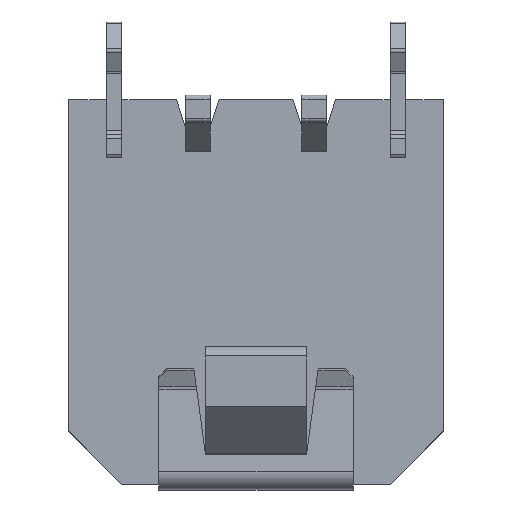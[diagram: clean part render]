
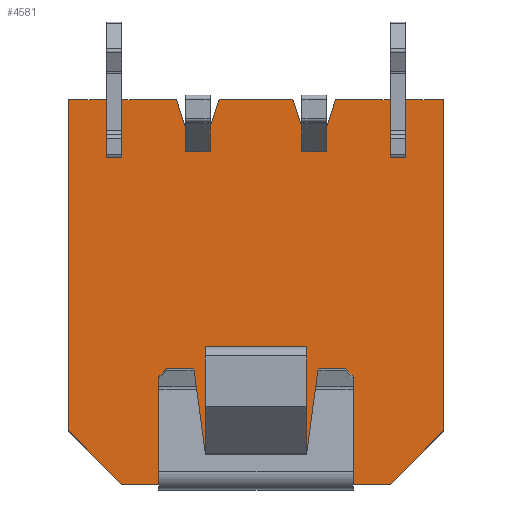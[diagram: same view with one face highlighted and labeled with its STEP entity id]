
A CAD part, top view. The second image highlights one B-rep face of the part: STEP entity #4581.
In plain terms, the highlighted planar face has unit normal (0, 0, 1).
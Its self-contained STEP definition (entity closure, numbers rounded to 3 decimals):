
#256=ORIENTED_EDGE('',*,*,#1619,.T.);
#257=ORIENTED_EDGE('',*,*,#1620,.T.);
#258=ORIENTED_EDGE('',*,*,#1621,.F.);
#259=ORIENTED_EDGE('',*,*,#1622,.F.);
#260=ORIENTED_EDGE('',*,*,#1623,.T.);
#261=ORIENTED_EDGE('',*,*,#1624,.T.);
#262=ORIENTED_EDGE('',*,*,#1612,.T.);
#263=ORIENTED_EDGE('',*,*,#1625,.T.);
#264=ORIENTED_EDGE('',*,*,#1626,.T.);
#265=ORIENTED_EDGE('',*,*,#1627,.T.);
#266=ORIENTED_EDGE('',*,*,#1628,.T.);
#267=ORIENTED_EDGE('',*,*,#1629,.T.);
#268=ORIENTED_EDGE('',*,*,#1630,.T.);
#269=ORIENTED_EDGE('',*,*,#1631,.F.);
#270=ORIENTED_EDGE('',*,*,#1632,.F.);
#271=ORIENTED_EDGE('',*,*,#1633,.F.);
#272=ORIENTED_EDGE('',*,*,#1634,.T.);
#273=ORIENTED_EDGE('',*,*,#1635,.F.);
#274=ORIENTED_EDGE('',*,*,#1636,.F.);
#275=ORIENTED_EDGE('',*,*,#1637,.F.);
#276=ORIENTED_EDGE('',*,*,#1638,.T.);
#277=ORIENTED_EDGE('',*,*,#1639,.T.);
#278=ORIENTED_EDGE('',*,*,#1640,.T.);
#279=ORIENTED_EDGE('',*,*,#1641,.T.);
#280=ORIENTED_EDGE('',*,*,#1642,.T.);
#281=ORIENTED_EDGE('',*,*,#1568,.T.);
#282=ORIENTED_EDGE('',*,*,#1618,.T.);
#283=ORIENTED_EDGE('',*,*,#1643,.T.);
#284=ORIENTED_EDGE('',*,*,#1644,.T.);
#285=ORIENTED_EDGE('',*,*,#1593,.T.);
#1568=EDGE_CURVE('',#2252,#2251,#2699,.T.);
#1593=EDGE_CURVE('',#2274,#2276,#2724,.T.);
#1612=EDGE_CURVE('',#2293,#2294,#2743,.T.);
#1618=EDGE_CURVE('',#2251,#2298,#2749,.T.);
#1619=EDGE_CURVE('',#2299,#2300,#2750,.T.);
#1620=EDGE_CURVE('',#2300,#2301,#2751,.T.);
#1621=EDGE_CURVE('',#2302,#2301,#2752,.T.);
#1622=EDGE_CURVE('',#2299,#2302,#2753,.T.);
#1623=EDGE_CURVE('',#2276,#2303,#2754,.T.);
#1624=EDGE_CURVE('',#2303,#2293,#2755,.T.);
#1625=EDGE_CURVE('',#2294,#2304,#2756,.T.);
#1626=EDGE_CURVE('',#2304,#2305,#2757,.T.);
#1627=EDGE_CURVE('',#2305,#2306,#2758,.T.);
#1628=EDGE_CURVE('',#2306,#2307,#2759,.T.);
#1629=EDGE_CURVE('',#2307,#2308,#2760,.T.);
#1630=EDGE_CURVE('',#2308,#2309,#2761,.T.);
#1631=EDGE_CURVE('',#2310,#2309,#2762,.T.);
#1632=EDGE_CURVE('',#2311,#2310,#2763,.T.);
#1633=EDGE_CURVE('',#2312,#2311,#2764,.T.);
#1634=EDGE_CURVE('',#2312,#2313,#2765,.T.);
#1635=EDGE_CURVE('',#2314,#2313,#2766,.T.);
#1636=EDGE_CURVE('',#2315,#2314,#2767,.T.);
#1637=EDGE_CURVE('',#2316,#2315,#2768,.T.);
#1638=EDGE_CURVE('',#2316,#2317,#2769,.T.);
#1639=EDGE_CURVE('',#2317,#2318,#2770,.T.);
#1640=EDGE_CURVE('',#2318,#2319,#2771,.T.);
#1641=EDGE_CURVE('',#2319,#2320,#2772,.T.);
#1642=EDGE_CURVE('',#2320,#2252,#2773,.T.);
#1643=EDGE_CURVE('',#2298,#2321,#2774,.T.);
#1644=EDGE_CURVE('',#2321,#2274,#2775,.T.);
#2251=VERTEX_POINT('',#6504);
#2252=VERTEX_POINT('',#6506);
#2274=VERTEX_POINT('',#6552);
#2276=VERTEX_POINT('',#6556);
#2293=VERTEX_POINT('',#6599);
#2294=VERTEX_POINT('',#6600);
#2298=VERTEX_POINT('',#6610);
#2299=VERTEX_POINT('',#6614);
#2300=VERTEX_POINT('',#6615);
#2301=VERTEX_POINT('',#6617);
#2302=VERTEX_POINT('',#6619);
#2303=VERTEX_POINT('',#6622);
#2304=VERTEX_POINT('',#6625);
#2305=VERTEX_POINT('',#6627);
#2306=VERTEX_POINT('',#6629);
#2307=VERTEX_POINT('',#6631);
#2308=VERTEX_POINT('',#6633);
#2309=VERTEX_POINT('',#6635);
#2310=VERTEX_POINT('',#6637);
#2311=VERTEX_POINT('',#6639);
#2312=VERTEX_POINT('',#6641);
#2313=VERTEX_POINT('',#6643);
#2314=VERTEX_POINT('',#6645);
#2315=VERTEX_POINT('',#6647);
#2316=VERTEX_POINT('',#6649);
#2317=VERTEX_POINT('',#6651);
#2318=VERTEX_POINT('',#6653);
#2319=VERTEX_POINT('',#6655);
#2320=VERTEX_POINT('',#6657);
#2321=VERTEX_POINT('',#6660);
#2699=LINE('',#6505,#3300);
#2724=LINE('',#6557,#3325);
#2743=LINE('',#6598,#3344);
#2749=LINE('',#6611,#3350);
#2750=LINE('',#6613,#3351);
#2751=LINE('',#6616,#3352);
#2752=LINE('',#6618,#3353);
#2753=LINE('',#6620,#3354);
#2754=LINE('',#6621,#3355);
#2755=LINE('',#6623,#3356);
#2756=LINE('',#6624,#3357);
#2757=LINE('',#6626,#3358);
#2758=LINE('',#6628,#3359);
#2759=LINE('',#6630,#3360);
#2760=LINE('',#6632,#3361);
#2761=LINE('',#6634,#3362);
#2762=LINE('',#6636,#3363);
#2763=LINE('',#6638,#3364);
#2764=LINE('',#6640,#3365);
#2765=LINE('',#6642,#3366);
#2766=LINE('',#6644,#3367);
#2767=LINE('',#6646,#3368);
#2768=LINE('',#6648,#3369);
#2769=LINE('',#6650,#3370);
#2770=LINE('',#6652,#3371);
#2771=LINE('',#6654,#3372);
#2772=LINE('',#6656,#3373);
#2773=LINE('',#6658,#3374);
#2774=LINE('',#6659,#3375);
#2775=LINE('',#6661,#3376);
#3300=VECTOR('',#5223,1000.);
#3325=VECTOR('',#5252,1000.);
#3344=VECTOR('',#5283,1000.);
#3350=VECTOR('',#5291,1000.);
#3351=VECTOR('',#5294,1000.);
#3352=VECTOR('',#5295,1000.);
#3353=VECTOR('',#5296,1000.);
#3354=VECTOR('',#5297,1000.);
#3355=VECTOR('',#5298,1000.);
#3356=VECTOR('',#5299,1000.);
#3357=VECTOR('',#5300,1000.);
#3358=VECTOR('',#5301,1000.);
#3359=VECTOR('',#5302,1000.);
#3360=VECTOR('',#5303,1000.);
#3361=VECTOR('',#5304,1000.);
#3362=VECTOR('',#5305,1000.);
#3363=VECTOR('',#5306,1000.);
#3364=VECTOR('',#5307,1000.);
#3365=VECTOR('',#5308,1000.);
#3366=VECTOR('',#5309,1000.);
#3367=VECTOR('',#5310,1000.);
#3368=VECTOR('',#5311,1000.);
#3369=VECTOR('',#5312,1000.);
#3370=VECTOR('',#5313,1000.);
#3371=VECTOR('',#5314,1000.);
#3372=VECTOR('',#5315,1000.);
#3373=VECTOR('',#5316,1000.);
#3374=VECTOR('',#5317,1000.);
#3375=VECTOR('',#5318,1000.);
#3376=VECTOR('',#5319,1000.);
#3886=EDGE_LOOP('',(#256,#257,#258,#259));
#3887=EDGE_LOOP('',(#260,#261,#262,#263,#264,#265,#266,#267,#268,#269,#270,
#271,#272,#273,#274,#275,#276,#277,#278,#279,#280,#281,#282,#283,#284,#285));
#4135=FACE_BOUND('',#3886,.T.);
#4136=FACE_BOUND('',#3887,.T.);
#4383=PLANE('',#4870);
#4581=ADVANCED_FACE('',(#4135,#4136),#4383,.T.);
#4870=AXIS2_PLACEMENT_3D('',#6612,#5292,#5293);
#5223=DIRECTION('',(0.,1.,0.));
#5252=DIRECTION('',(-1.,0.,0.));
#5283=DIRECTION('',(-1.,0.,0.));
#5291=DIRECTION('',(-1.,0.,0.));
#5292=DIRECTION('',(0.,0.,1.));
#5293=DIRECTION('',(0.,-1.,0.));
#5294=DIRECTION('',(0.,-1.,0.));
#5295=DIRECTION('',(-1.,0.,0.));
#5296=DIRECTION('',(0.,-1.,0.));
#5297=DIRECTION('',(-1.,0.,0.));
#5298=DIRECTION('',(0.,1.,0.));
#5299=DIRECTION('',(-0.312,0.95,0.));
#5300=DIRECTION('',(-0.312,-0.95,0.));
#5301=DIRECTION('',(0.,-1.,0.));
#5302=DIRECTION('',(-1.,0.,0.));
#5303=DIRECTION('',(0.,1.,0.));
#5304=DIRECTION('',(-0.312,0.95,0.));
#5305=DIRECTION('',(-1.,0.,0.));
#5306=DIRECTION('',(0.,1.,0.));
#5307=DIRECTION('',(1.,0.,0.));
#5308=DIRECTION('',(0.,-1.,0.));
#5309=DIRECTION('',(-1.,0.,0.));
#5310=DIRECTION('',(0.,1.,0.));
#5311=DIRECTION('',(-0.707,0.707,0.));
#5312=DIRECTION('',(-1.,0.,0.));
#5313=DIRECTION('',(0.707,0.707,0.));
#5314=DIRECTION('',(0.,1.,0.));
#5315=DIRECTION('',(-1.,0.,0.));
#5316=DIRECTION('',(0.,-1.,0.));
#5317=DIRECTION('',(-1.,0.,0.));
#5318=DIRECTION('',(-0.312,-0.95,0.));
#5319=DIRECTION('',(0.,-1.,0.));
#6504=CARTESIAN_POINT('',(3.45,4.95,2.185));
#6505=CARTESIAN_POINT('',(3.45,3.45,2.185));
#6506=CARTESIAN_POINT('',(3.45,3.45,2.185));
#6552=CARTESIAN_POINT('',(1.82,3.61,2.185));
#6556=CARTESIAN_POINT('',(1.18,3.61,2.185));
#6557=CARTESIAN_POINT('',(1.82,3.61,2.185));
#6598=CARTESIAN_POINT('',(4.825,4.95,2.185));
#6599=CARTESIAN_POINT('',(0.95,4.95,2.185));
#6600=CARTESIAN_POINT('',(-0.95,4.95,2.185));
#6610=CARTESIAN_POINT('',(2.05,4.95,2.185));
#6611=CARTESIAN_POINT('',(4.825,4.95,2.185));
#6612=CARTESIAN_POINT('',(4.825,-4.95,2.185));
#6613=CARTESIAN_POINT('',(1.3,-4.15,2.185));
#6614=CARTESIAN_POINT('',(1.3,-1.4,2.185));
#6615=CARTESIAN_POINT('',(1.3,-4.15,2.185));
#6616=CARTESIAN_POINT('',(1.3,-4.15,2.185));
#6617=CARTESIAN_POINT('',(-1.3,-4.15,2.185));
#6618=CARTESIAN_POINT('',(-1.3,-4.15,2.185));
#6619=CARTESIAN_POINT('',(-1.3,-1.4,2.185));
#6620=CARTESIAN_POINT('',(1.3,-1.4,2.185));
#6621=CARTESIAN_POINT('',(1.18,3.61,2.185));
#6622=CARTESIAN_POINT('',(1.18,4.25,2.185));
#6623=CARTESIAN_POINT('',(1.18,4.25,2.185));
#6624=CARTESIAN_POINT('',(-1.18,4.25,2.185));
#6625=CARTESIAN_POINT('',(-1.18,4.25,2.185));
#6626=CARTESIAN_POINT('',(-1.18,4.25,2.185));
#6627=CARTESIAN_POINT('',(-1.18,3.61,2.185));
#6628=CARTESIAN_POINT('',(-1.18,3.61,2.185));
#6629=CARTESIAN_POINT('',(-1.82,3.61,2.185));
#6630=CARTESIAN_POINT('',(-1.82,3.61,2.185));
#6631=CARTESIAN_POINT('',(-1.82,4.25,2.185));
#6632=CARTESIAN_POINT('',(-1.82,4.25,2.185));
#6633=CARTESIAN_POINT('',(-2.05,4.95,2.185));
#6634=CARTESIAN_POINT('',(4.825,4.95,2.185));
#6635=CARTESIAN_POINT('',(-3.45,4.95,2.185));
#6636=CARTESIAN_POINT('',(-3.45,3.45,2.185));
#6637=CARTESIAN_POINT('',(-3.45,3.45,2.185));
#6638=CARTESIAN_POINT('',(-3.85,3.45,2.185));
#6639=CARTESIAN_POINT('',(-3.85,3.45,2.185));
#6640=CARTESIAN_POINT('',(-3.85,4.95,2.185));
#6641=CARTESIAN_POINT('',(-3.85,4.95,2.185));
#6642=CARTESIAN_POINT('',(4.825,4.95,2.185));
#6643=CARTESIAN_POINT('',(-4.825,4.95,2.185));
#6644=CARTESIAN_POINT('',(-4.825,-4.95,2.185));
#6645=CARTESIAN_POINT('',(-4.825,-3.575,2.185));
#6646=CARTESIAN_POINT('',(-3.45,-4.95,2.185));
#6647=CARTESIAN_POINT('',(-3.45,-4.95,2.185));
#6648=CARTESIAN_POINT('',(4.825,-4.95,2.185));
#6649=CARTESIAN_POINT('',(3.45,-4.95,2.185));
#6650=CARTESIAN_POINT('',(3.45,-4.95,2.185));
#6651=CARTESIAN_POINT('',(4.825,-3.575,2.185));
#6652=CARTESIAN_POINT('',(4.825,-4.95,2.185));
#6653=CARTESIAN_POINT('',(4.825,4.95,2.185));
#6654=CARTESIAN_POINT('',(4.825,4.95,2.185));
#6655=CARTESIAN_POINT('',(3.85,4.95,2.185));
#6656=CARTESIAN_POINT('',(3.85,4.95,2.185));
#6657=CARTESIAN_POINT('',(3.85,3.45,2.185));
#6658=CARTESIAN_POINT('',(3.85,3.45,2.185));
#6659=CARTESIAN_POINT('',(1.82,4.25,2.185));
#6660=CARTESIAN_POINT('',(1.82,4.25,2.185));
#6661=CARTESIAN_POINT('',(1.82,4.25,2.185));
